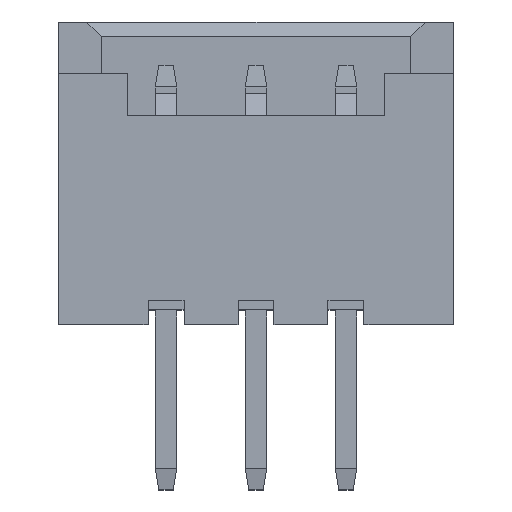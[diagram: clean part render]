
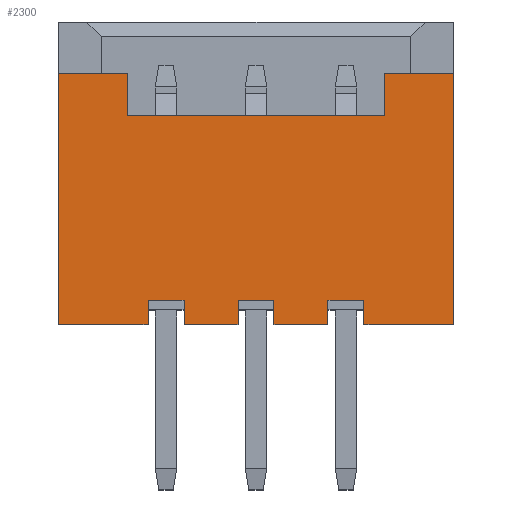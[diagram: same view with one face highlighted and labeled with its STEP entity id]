
A CAD part, top view. The second image highlights one B-rep face of the part: STEP entity #2300.
In plain terms, the highlighted planar face has unit normal (0, 0, 1).
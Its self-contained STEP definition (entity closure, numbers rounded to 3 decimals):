
#100=FACE_OUTER_BOUND('',#228,.T.);
#228=EDGE_LOOP('',(#1807,#1808,#1809,#1810,#1811,#1812,#1813,#1814,#1815,
#1816,#1817,#1818,#1819,#1820,#1821,#1822,#1823,#1824,#1825,#1826));
#315=LINE('',#3134,#637);
#317=LINE('',#3138,#639);
#424=LINE('',#3356,#746);
#432=LINE('',#3373,#754);
#445=LINE('',#3396,#767);
#446=LINE('',#3400,#768);
#454=LINE('',#3417,#776);
#467=LINE('',#3440,#789);
#470=LINE('',#3447,#792);
#473=LINE('',#3452,#795);
#475=LINE('',#3457,#797);
#487=LINE('',#3480,#809);
#488=LINE('',#3483,#810);
#489=LINE('',#3485,#811);
#490=LINE('',#3487,#812);
#491=LINE('',#3489,#813);
#492=LINE('',#3491,#814);
#493=LINE('',#3493,#815);
#494=LINE('',#3495,#816);
#495=LINE('',#3496,#817);
#637=VECTOR('',#2543,1000.);
#639=VECTOR('',#2547,1000.);
#746=VECTOR('',#2744,1000.);
#754=VECTOR('',#2754,1000.);
#767=VECTOR('',#2775,1000.);
#768=VECTOR('',#2778,1000.);
#776=VECTOR('',#2788,1000.);
#789=VECTOR('',#2809,1000.);
#792=VECTOR('',#2816,1000.);
#795=VECTOR('',#2821,1000.);
#797=VECTOR('',#2829,1000.);
#809=VECTOR('',#2849,1000.);
#810=VECTOR('',#2852,1000.);
#811=VECTOR('',#2853,1000.);
#812=VECTOR('',#2854,1000.);
#813=VECTOR('',#2855,1000.);
#814=VECTOR('',#2856,1000.);
#815=VECTOR('',#2857,1000.);
#816=VECTOR('',#2858,1000.);
#817=VECTOR('',#2859,1000.);
#951=VERTEX_POINT('',#3131);
#952=VERTEX_POINT('',#3133);
#953=VERTEX_POINT('',#3137);
#1018=VERTEX_POINT('',#3354);
#1019=VERTEX_POINT('',#3355);
#1026=VERTEX_POINT('',#3371);
#1027=VERTEX_POINT('',#3372);
#1034=VERTEX_POINT('',#3398);
#1035=VERTEX_POINT('',#3399);
#1042=VERTEX_POINT('',#3415);
#1043=VERTEX_POINT('',#3416);
#1051=VERTEX_POINT('',#3446);
#1059=VERTEX_POINT('',#3478);
#1060=VERTEX_POINT('',#3482);
#1061=VERTEX_POINT('',#3484);
#1062=VERTEX_POINT('',#3486);
#1063=VERTEX_POINT('',#3488);
#1064=VERTEX_POINT('',#3490);
#1065=VERTEX_POINT('',#3492);
#1066=VERTEX_POINT('',#3494);
#1163=EDGE_CURVE('',#952,#951,#315,.T.);
#1165=EDGE_CURVE('',#953,#952,#317,.T.);
#1272=EDGE_CURVE('',#1018,#1019,#424,.T.);
#1280=EDGE_CURVE('',#1026,#1027,#432,.T.);
#1293=EDGE_CURVE('',#1026,#1018,#445,.T.);
#1294=EDGE_CURVE('',#1034,#1035,#446,.T.);
#1302=EDGE_CURVE('',#1042,#1043,#454,.T.);
#1315=EDGE_CURVE('',#1042,#1034,#467,.T.);
#1318=EDGE_CURVE('',#1051,#1019,#470,.T.);
#1321=EDGE_CURVE('',#1027,#1035,#473,.T.);
#1323=EDGE_CURVE('',#953,#1051,#475,.T.);
#1335=EDGE_CURVE('',#951,#1059,#487,.T.);
#1336=EDGE_CURVE('',#1060,#1059,#488,.T.);
#1337=EDGE_CURVE('',#1061,#1060,#489,.T.);
#1338=EDGE_CURVE('',#1061,#1062,#490,.T.);
#1339=EDGE_CURVE('',#1063,#1062,#491,.T.);
#1340=EDGE_CURVE('',#1064,#1063,#492,.T.);
#1341=EDGE_CURVE('',#1064,#1065,#493,.T.);
#1342=EDGE_CURVE('',#1065,#1066,#494,.T.);
#1343=EDGE_CURVE('',#1043,#1066,#495,.T.);
#1807=ORIENTED_EDGE('',*,*,#1335,.T.);
#1808=ORIENTED_EDGE('',*,*,#1336,.F.);
#1809=ORIENTED_EDGE('',*,*,#1337,.F.);
#1810=ORIENTED_EDGE('',*,*,#1338,.T.);
#1811=ORIENTED_EDGE('',*,*,#1339,.F.);
#1812=ORIENTED_EDGE('',*,*,#1340,.F.);
#1813=ORIENTED_EDGE('',*,*,#1341,.T.);
#1814=ORIENTED_EDGE('',*,*,#1342,.T.);
#1815=ORIENTED_EDGE('',*,*,#1343,.F.);
#1816=ORIENTED_EDGE('',*,*,#1302,.F.);
#1817=ORIENTED_EDGE('',*,*,#1315,.T.);
#1818=ORIENTED_EDGE('',*,*,#1294,.T.);
#1819=ORIENTED_EDGE('',*,*,#1321,.F.);
#1820=ORIENTED_EDGE('',*,*,#1280,.F.);
#1821=ORIENTED_EDGE('',*,*,#1293,.T.);
#1822=ORIENTED_EDGE('',*,*,#1272,.T.);
#1823=ORIENTED_EDGE('',*,*,#1318,.F.);
#1824=ORIENTED_EDGE('',*,*,#1323,.F.);
#1825=ORIENTED_EDGE('',*,*,#1165,.T.);
#1826=ORIENTED_EDGE('',*,*,#1163,.T.);
#2174=PLANE('',#2440);
#2300=ADVANCED_FACE('',(#100),#2174,.F.);
#2440=AXIS2_PLACEMENT_3D('',#3481,#2850,#2851);
#2543=DIRECTION('',(0.,-1.,0.));
#2547=DIRECTION('',(-1.,0.,0.));
#2744=DIRECTION('',(0.,-1.,0.));
#2754=DIRECTION('',(0.,-1.,0.));
#2775=DIRECTION('',(1.,0.,0.));
#2778=DIRECTION('',(0.,-1.,0.));
#2788=DIRECTION('',(0.,-1.,0.));
#2809=DIRECTION('',(1.,0.,0.));
#2816=DIRECTION('',(-1.,0.,0.));
#2821=DIRECTION('',(-1.,0.,0.));
#2829=DIRECTION('',(0.,-1.,0.));
#2849=DIRECTION('',(-1.,0.,0.));
#2850=DIRECTION('center_axis',(0.,0.,-1.));
#2851=DIRECTION('ref_axis',(0.,1.,0.));
#2852=DIRECTION('',(0.,-1.,0.));
#2853=DIRECTION('',(1.,0.,0.));
#2854=DIRECTION('',(0.,-1.,0.));
#2855=DIRECTION('',(-1.,0.,0.));
#2856=DIRECTION('',(0.,-1.,0.));
#2857=DIRECTION('',(1.,0.,0.));
#2858=DIRECTION('',(0.,-1.,0.));
#2859=DIRECTION('',(-1.,0.,0.));
#3131=CARTESIAN_POINT('',(4.915,2.896,2.05));
#3133=CARTESIAN_POINT('',(4.915,3.489,2.05));
#3134=CARTESIAN_POINT('',(4.915,3.489,2.05));
#3137=CARTESIAN_POINT('',(5.875,3.489,2.05));
#3138=CARTESIAN_POINT('',(5.875,3.489,2.05));
#3354=CARTESIAN_POINT('',(4.625,0.335,2.05));
#3355=CARTESIAN_POINT('',(4.625,0.,2.05));
#3356=CARTESIAN_POINT('',(4.625,0.335,2.05));
#3371=CARTESIAN_POINT('',(4.125,0.335,2.05));
#3372=CARTESIAN_POINT('',(4.125,0.,2.05));
#3373=CARTESIAN_POINT('',(4.125,0.335,2.05));
#3396=CARTESIAN_POINT('',(4.125,0.335,2.05));
#3398=CARTESIAN_POINT('',(3.375,0.335,2.05));
#3399=CARTESIAN_POINT('',(3.375,0.,2.05));
#3400=CARTESIAN_POINT('',(3.375,0.335,2.05));
#3415=CARTESIAN_POINT('',(2.875,0.335,2.05));
#3416=CARTESIAN_POINT('',(2.875,0.,2.05));
#3417=CARTESIAN_POINT('',(2.875,0.335,2.05));
#3440=CARTESIAN_POINT('',(2.875,0.335,2.05));
#3446=CARTESIAN_POINT('',(5.875,0.,2.05));
#3447=CARTESIAN_POINT('',(5.875,0.,2.05));
#3452=CARTESIAN_POINT('',(5.875,0.,2.05));
#3457=CARTESIAN_POINT('',(5.875,4.2,2.05));
#3478=CARTESIAN_POINT('',(1.335,2.896,2.05));
#3480=CARTESIAN_POINT('',(11.165,2.896,2.05));
#3481=CARTESIAN_POINT('Origin',(12.125,4.2,2.05));
#3482=CARTESIAN_POINT('',(1.335,3.489,2.05));
#3483=CARTESIAN_POINT('',(1.335,3.489,2.05));
#3484=CARTESIAN_POINT('',(0.375,3.489,2.05));
#3485=CARTESIAN_POINT('',(0.375,3.489,2.05));
#3486=CARTESIAN_POINT('',(0.375,0.,2.05));
#3487=CARTESIAN_POINT('',(0.375,4.2,2.05));
#3488=CARTESIAN_POINT('',(1.625,0.,2.05));
#3489=CARTESIAN_POINT('',(12.125,0.,2.05));
#3490=CARTESIAN_POINT('',(1.625,0.335,2.05));
#3491=CARTESIAN_POINT('',(1.625,0.335,2.05));
#3492=CARTESIAN_POINT('',(2.125,0.335,2.05));
#3493=CARTESIAN_POINT('',(1.625,0.335,2.05));
#3494=CARTESIAN_POINT('',(2.125,0.,2.05));
#3495=CARTESIAN_POINT('',(2.125,0.335,2.05));
#3496=CARTESIAN_POINT('',(12.125,0.,2.05));
